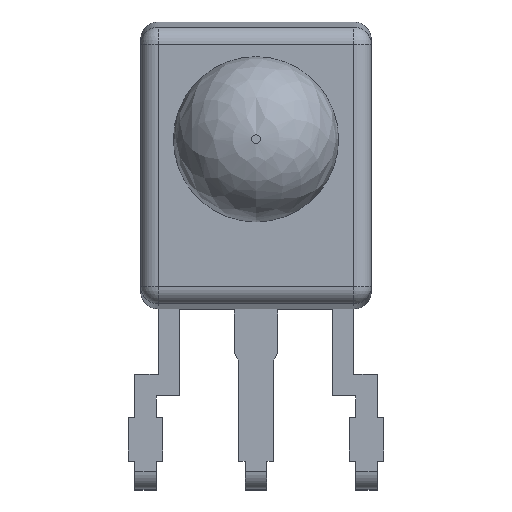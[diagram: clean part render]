
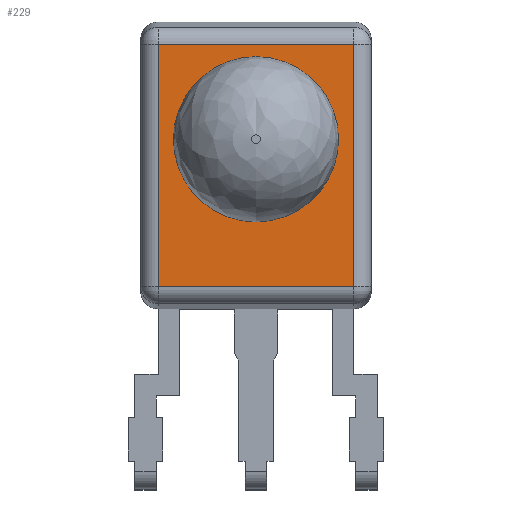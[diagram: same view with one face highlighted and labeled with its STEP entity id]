
A CAD part, top view. The second image highlights one B-rep face of the part: STEP entity #229.
In plain terms, the highlighted planar face has unit normal (0, 0, 1).
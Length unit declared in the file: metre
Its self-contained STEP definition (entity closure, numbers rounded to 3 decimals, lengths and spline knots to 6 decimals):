
#229 = ADVANCED_FACE( '', ( #513, #514 ), #515, .T. );
#513 = FACE_OUTER_BOUND( '', #853, .T. );
#514 = FACE_BOUND( '', #854, .T. );
#515 = PLANE( '', #855 );
#853 = EDGE_LOOP( '', ( #1474, #1475, #1476, #1477 ) );
#854 = EDGE_LOOP( '', ( #1478 ) );
#855 = AXIS2_PLACEMENT_3D( '', #1479, #1480, #1481 );
#1474 = ORIENTED_EDGE( '', *, *, #2264, .T. );
#1475 = ORIENTED_EDGE( '', *, *, #2185, .T. );
#1476 = ORIENTED_EDGE( '', *, *, #2265, .T. );
#1477 = ORIENTED_EDGE( '', *, *, #2108, .T. );
#1478 = ORIENTED_EDGE( '', *, *, #2266, .F. );
#1479 = CARTESIAN_POINT( '', ( 0., 0.0073, 0.0067 ) );
#1480 = DIRECTION( '', ( 0., 0., 1. ) );
#1481 = DIRECTION( '', ( 1., 0., 0. ) );
#2108 = EDGE_CURVE( '', #2530, #2534, #2536, .T. );
#2185 = EDGE_CURVE( '', #2663, #2661, #2664, .F. );
#2264 = EDGE_CURVE( '', #2534, #2663, #2777, .T. );
#2265 = EDGE_CURVE( '', #2661, #2530, #2778, .F. );
#2266 = EDGE_CURVE( '', #2779, #2779, #2780, .T. );
#2530 = VERTEX_POINT( '', #3120 );
#2534 = VERTEX_POINT( '', #3125 );
#2536 = LINE( '', #3127, #3128 );
#2661 = VERTEX_POINT( '', #3303 );
#2663 = VERTEX_POINT( '', #3305 );
#2664 = LINE( '', #3306, #3307 );
#2777 = LINE( '', #3476, #3477 );
#2778 = LINE( '', #3478, #3479 );
#2779 = VERTEX_POINT( '', #3480 );
#2780 = CIRCLE( '', #3481, 0.0019 );
#3120 = CARTESIAN_POINT( '', ( -0.00225, 0.010088, 0.0067 ) );
#3125 = CARTESIAN_POINT( '', ( -0.00225, 0.004512, 0.0067 ) );
#3127 = CARTESIAN_POINT( '', ( -0.00225, 0.004176, 0.0067 ) );
#3128 = VECTOR( '', #3837, 1. );
#3303 = CARTESIAN_POINT( '', ( 0.00225, 0.010088, 0.0067 ) );
#3305 = CARTESIAN_POINT( '', ( 0.00225, 0.004512, 0.0067 ) );
#3306 = CARTESIAN_POINT( '', ( 0.00225, 0.0073, 0.0067 ) );
#3307 = VECTOR( '', #3921, 1. );
#3476 = CARTESIAN_POINT( '', ( 0., 0.004512, 0.0067 ) );
#3477 = VECTOR( '', #3993, 1. );
#3478 = CARTESIAN_POINT( '', ( 0., 0.010088, 0.0067 ) );
#3479 = VECTOR( '', #3994, 1. );
#3480 = CARTESIAN_POINT( '', ( 0., 0.006, 0.0067 ) );
#3481 = AXIS2_PLACEMENT_3D( '', #3995, #3996, #3997 );
#3837 = DIRECTION( '', ( 0., -1., 0. ) );
#3921 = DIRECTION( '', ( 0., -1., 0. ) );
#3993 = DIRECTION( '', ( 1., 0., 0. ) );
#3994 = DIRECTION( '', ( 1., 0., 0. ) );
#3995 = CARTESIAN_POINT( '', ( 0., 0.0079, 0.0067 ) );
#3996 = DIRECTION( '', ( 0., 0., 1. ) );
#3997 = DIRECTION( '', ( 0., -1., 0. ) );
